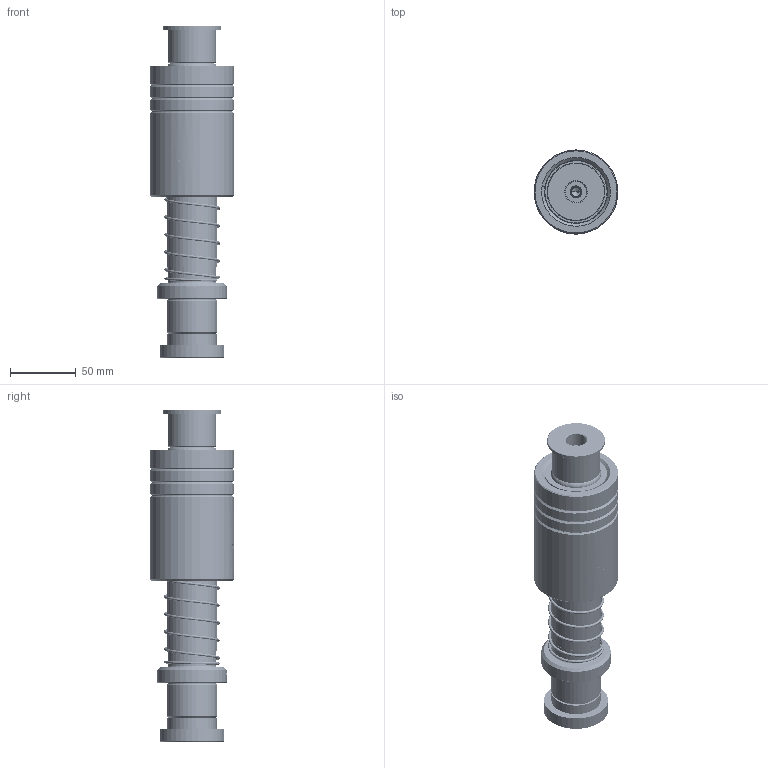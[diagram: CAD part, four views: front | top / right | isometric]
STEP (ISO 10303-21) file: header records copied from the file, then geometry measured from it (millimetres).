
FILE_DESCRIPTION (( 'STEP AP214' ), '1' );
FILE_NAME ('HKSH(HKJH)-D38-L180(BL-100).STEP', '2024-10-26T01:19:28', ( '111' ), ( '21222' ), 'SwSTEP 2.0', 'SolidWorks 2020', '' );
FILE_SCHEMA (( 'AUTOMOTIVE_DESIGN' ));
Length unit declared in the file: millimetre
Products named in the file (9): HWP-D42.5-d38.5-L80; BALL-D5; TBB-D64-d48-L100; HKSH(HKJH)-D38-L180(BL-100); TRPK-D38-L180; GTK-D44-d37; DRPK蹟簽D38; BSH-D47.5-38.5-L90郪蚾; BSH-47.5-38.5-L90
Assembly tree (287 placements, depth 3):
  HKSH(HKJH)-D38-L180(BL-100)
    TRPK-D38-L180
    DRPK蹟簽D38
    GTK-D44-d37
    TBB-D64-d48-L100
    HWP-D42.5-d38.5-L80
    BSH-D47.5-38.5-L90郪蚾
      BSH-47.5-38.5-L90
      BALL-D5  x280
Bounding box: 64 x 64 x 253 mm (x, y, z)
Volume: 481971.3 mm3; surface area: 154965.3 mm2
Topology: 286 solids, 286 shells, 1318 faces, 5559 edges, 3682 vertices
Faces by surface type: sphere 1120, cone 58, cylinder 56, plane 36, torus 26, bspline 22
Entity records: 59640 total; most frequent: CARTESIAN_POINT 38066, ORIENTED_EDGE 4380, DIRECTION 3772, EDGE_CURVE 2190, AXIS2_PLACEMENT_3D 1805, VERTEX_POINT 1430, EDGE_LOOP 1314, B_SPLINE_CURVE_WITH_KNOTS 1253
